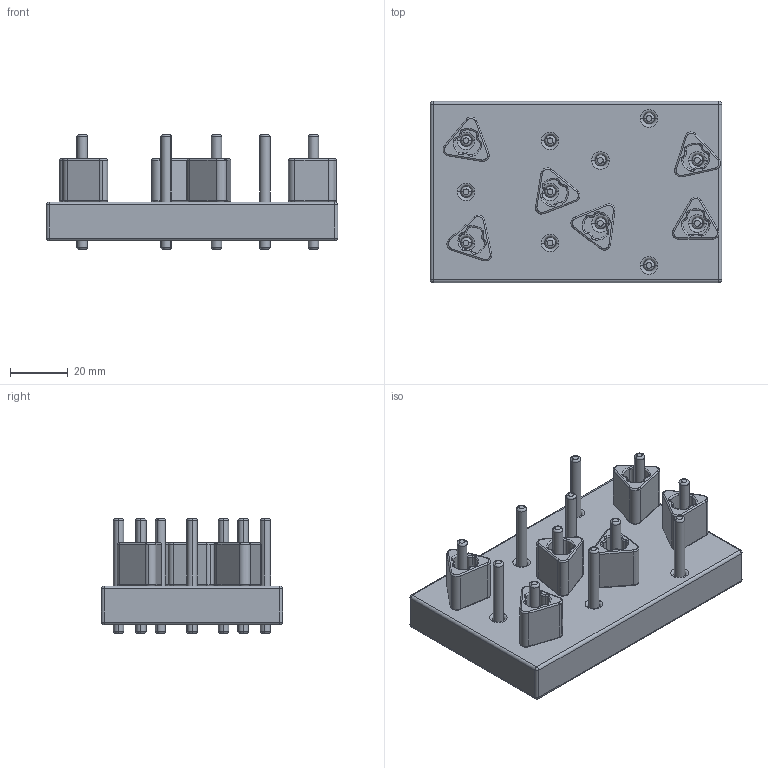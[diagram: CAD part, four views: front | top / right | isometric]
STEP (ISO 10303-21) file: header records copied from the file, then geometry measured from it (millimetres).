
FILE_DESCRIPTION (( 'STEP AP203' ), '1' );
FILE_NAME ('FLS_kit_original_assem.STEP', '2020-07-02T20:05:06', ( '' ), ( '' ), 'SwSTEP 2.0', 'SolidWorks 2016', '' );
FILE_SCHEMA (( 'CONFIG_CONTROL_DESIGN' ));
Length unit declared in the file: millimetre
Products named in the file (4): peg_board_original; peg; FLS_kit_original_assem; block
Assembly tree (19 placements, depth 2):
  FLS_kit_original_assem
    peg_board_original
    block  x6
    peg  x12
Bounding box: 101.4 x 63 x 40 mm (x, y, z)
Volume: 97429.4 mm3; surface area: 32086.4 mm2
Topology: 19 solids, 19 shells, 602 faces, 1364 edges, 792 vertices
Faces by surface type: torus 324, cylinder 210, plane 60, sphere 8
Entity records: 5886 total; most frequent: DIRECTION 1092, CARTESIAN_POINT 812, ORIENTED_EDGE 784, AXIS2_PLACEMENT_3D 504, EDGE_CURVE 392, CIRCLE 308, VERTEX_POINT 224, EDGE_LOOP 200
